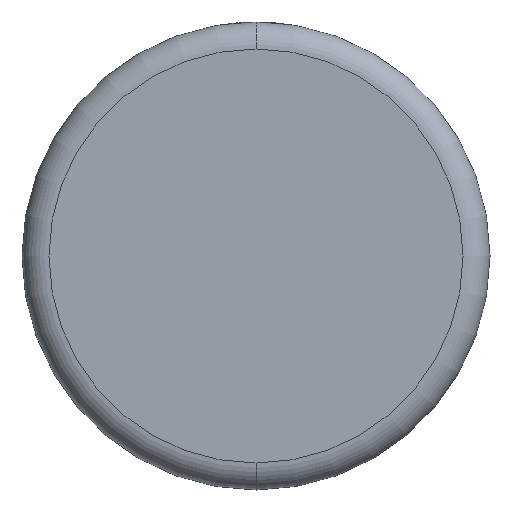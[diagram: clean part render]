
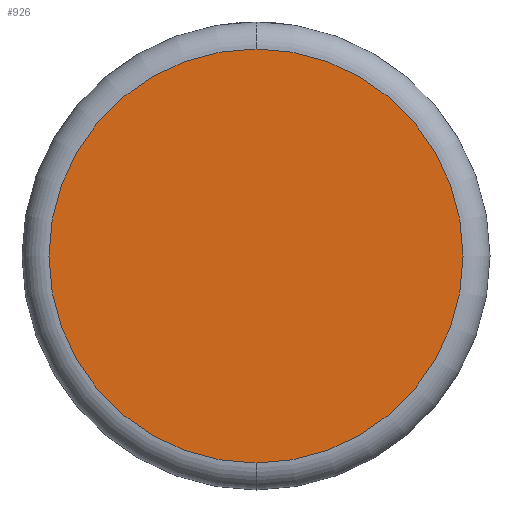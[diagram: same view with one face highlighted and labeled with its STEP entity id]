
A CAD part, front view. The second image highlights one B-rep face of the part: STEP entity #926.
In plain terms, the highlighted planar face has unit normal (0, -1, 0).
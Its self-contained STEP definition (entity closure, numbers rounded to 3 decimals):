
#69 = CARTESIAN_POINT ( 'NONE',  ( 0., 0., 0. ) ) ;
#356 = AXIS2_PLACEMENT_3D ( 'NONE', #69, #4592, #1717 ) ;
#562 = CARTESIAN_POINT ( 'NONE',  ( 0., 0., 0. ) ) ;
#926 = ADVANCED_FACE ( 'NONE', ( #4129 ), #2721, .F. ) ;
#965 = VERTEX_POINT ( 'NONE', #2750 ) ;
#1168 = CIRCLE ( 'NONE', #356, 18.138 ) ;
#1438 = AXIS2_PLACEMENT_3D ( 'NONE', #3940, #4637, #3186 ) ;
#1717 = DIRECTION ( 'NONE',  ( 0., 0., 1. ) ) ;
#1987 = EDGE_CURVE ( 'NONE', #965, #3419, #1168, .T. ) ;
#2410 = EDGE_LOOP ( 'NONE', ( #3095, #4328 ) ) ;
#2660 = CIRCLE ( 'NONE', #1438, 18.138 ) ;
#2721 = PLANE ( 'NONE',  #4318 ) ;
#2750 = CARTESIAN_POINT ( 'NONE',  ( 0., 0., -18.138 ) ) ;
#3088 = DIRECTION ( 'NONE',  ( 0., 0., 1. ) ) ;
#3095 = ORIENTED_EDGE ( 'NONE', *, *, #4517, .T. ) ;
#3186 = DIRECTION ( 'NONE',  ( 0., 0., 1. ) ) ;
#3419 = VERTEX_POINT ( 'NONE', #3964 ) ;
#3452 = DIRECTION ( 'NONE',  ( 0., 1., 0. ) ) ;
#3940 = CARTESIAN_POINT ( 'NONE',  ( 0., 0., 0. ) ) ;
#3964 = CARTESIAN_POINT ( 'NONE',  ( 0., 0., 18.138 ) ) ;
#4129 = FACE_OUTER_BOUND ( 'NONE', #2410, .T. ) ;
#4318 = AXIS2_PLACEMENT_3D ( 'NONE', #562, #3452, #3088 ) ;
#4328 = ORIENTED_EDGE ( 'NONE', *, *, #1987, .T. ) ;
#4517 = EDGE_CURVE ( 'NONE', #3419, #965, #2660, .T. ) ;
#4592 = DIRECTION ( 'NONE',  ( 0., -1., 0. ) ) ;
#4637 = DIRECTION ( 'NONE',  ( 0., -1., 0. ) ) ;
